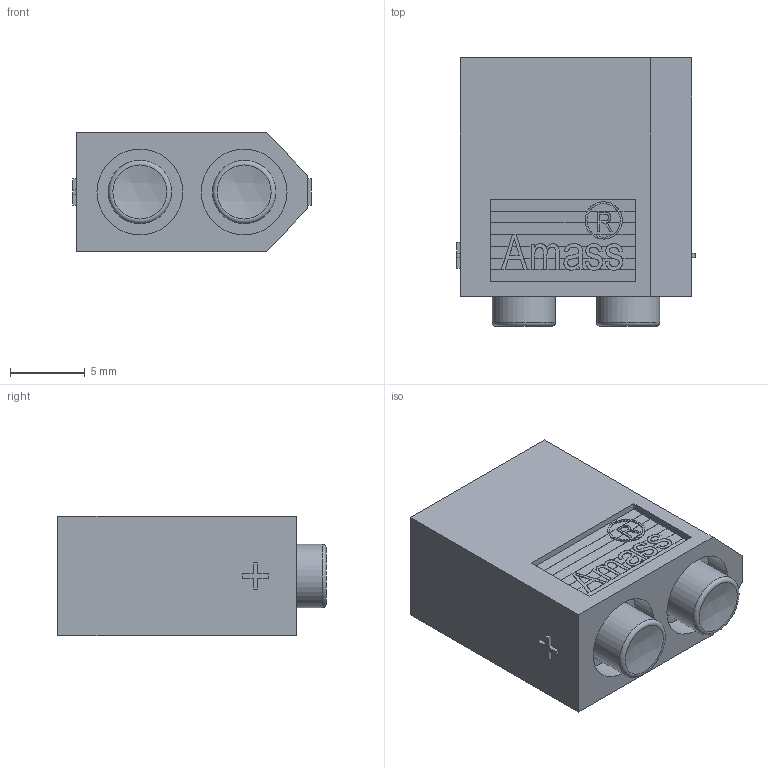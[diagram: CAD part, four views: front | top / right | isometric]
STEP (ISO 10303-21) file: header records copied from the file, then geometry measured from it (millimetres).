
FILE_DESCRIPTION(/* description */ (''),/* implementation_level */ '2;1');
FILE_NAME(/* name */ 'PDB XT60 PLUG_ipt_4668ea2b.STEP',/* time_stamp */ '2021-11-25T09:42:54-03:00',/* author */ ('jg_ma'),/* organization */ (''),/* preprocessor_version */ 'ST-DEVELOPER v18.1',/* originating_system */ 'Autodesk Inventor 2020',/* authorisation */ '');
FILE_SCHEMA (('AUTOMOTIVE_DESIGN { 1 0 10303 214 3 1 1 }'));
Length unit declared in the file: millimetre
Products named in the file (1): PDB XT60 PLUG
Bounding box: 16 x 17.99 x 8 mm (x, y, z)
Volume: 944.8 mm3; surface area: 2212.5 mm2
Topology: 2 solids, 2 shells, 435 faces, 1219 edges, 810 vertices
Faces by surface type: plane 299, bspline 87, cylinder 29, torus 18, sphere 2
Full cylindrical faces by diameter (mm): 2.25 x1, 2.5 x1, 4.25 x3, 4.5 x2, 5.75 x2
Entity records: 22417 total; most frequent: CARTESIAN_POINT 11400, ORIENTED_EDGE 2438, DIRECTION 1771, EDGE_CURVE 1219, LINE 853, VECTOR 853, VERTEX_POINT 810, AXIS2_PLACEMENT_3D 459
